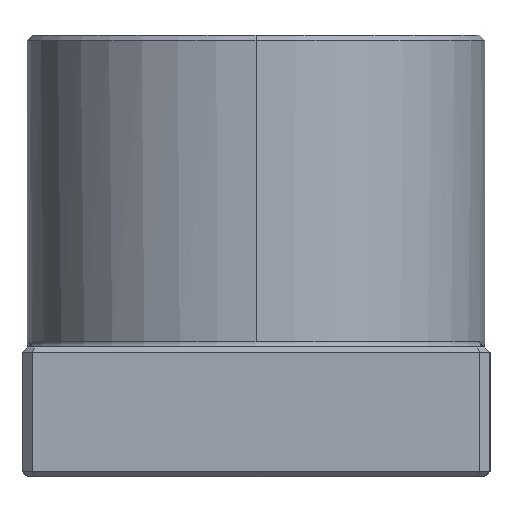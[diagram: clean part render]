
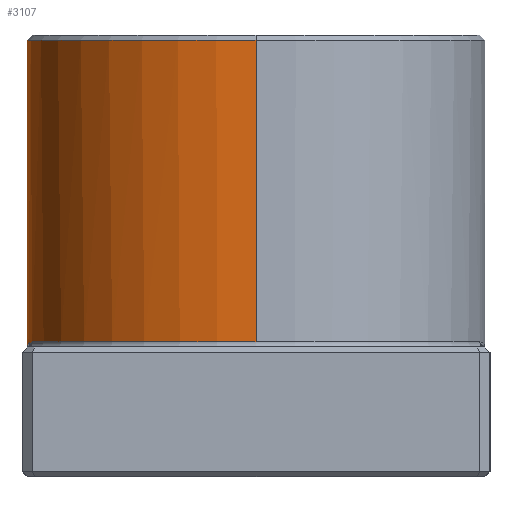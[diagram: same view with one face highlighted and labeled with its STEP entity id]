
A CAD part, left-side view. The second image highlights one B-rep face of the part: STEP entity #3107.
In plain terms, the highlighted cylindrical face has radius 44 mm (diameter 88 mm), a partial arc.
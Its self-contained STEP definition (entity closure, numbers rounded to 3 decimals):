
#10 = DIRECTION ( 'NONE',  ( 0., 0., -1. ) ) ;
#91 = CIRCLE ( 'NONE', #1395, 44. ) ;
#104 = CARTESIAN_POINT ( 'NONE',  ( -1.542, 43.975, 25.234 ) ) ;
#112 = CARTESIAN_POINT ( 'NONE',  ( 7.692, 43.329, 25.96 ) ) ;
#176 = VERTEX_POINT ( 'NONE', #442 ) ;
#186 = EDGE_CURVE ( 'NONE', #207, #2072, #508, .T. ) ;
#207 = VERTEX_POINT ( 'NONE', #2870 ) ;
#218 = ORIENTED_EDGE ( 'NONE', *, *, #865, .T. ) ;
#288 = DIRECTION ( 'NONE',  ( 0., 0., -1. ) ) ;
#388 = DIRECTION ( 'NONE',  ( 0., 0., -1. ) ) ;
#421 = CARTESIAN_POINT ( 'NONE',  ( -3.081, 43.899, 25.459 ) ) ;
#432 = CARTESIAN_POINT ( 'NONE',  ( 6.154, 43.575, 25.837 ) ) ;
#442 = CARTESIAN_POINT ( 'NONE',  ( 44., 0., 84. ) ) ;
#480 = ORIENTED_EDGE ( 'NONE', *, *, #186, .T. ) ;
#508 = CIRCLE ( 'NONE', #1997, 44. ) ;
#565 = AXIS2_PLACEMENT_3D ( 'NONE', #3157, #1465, #3453 ) ;
#595 = EDGE_CURVE ( 'NONE', #3355, #1505, #1273, .T. ) ;
#720 = CARTESIAN_POINT ( 'NONE',  ( -5.386, 43.676, 25.754 ) ) ;
#729 = CARTESIAN_POINT ( 'NONE',  ( 3.081, 43.919, 25.471 ) ) ;
#865 = EDGE_CURVE ( 'NONE', #2072, #2664, #2898, .T. ) ;
#876 = ORIENTED_EDGE ( 'NONE', *, *, #3536, .T. ) ;
#942 = CIRCLE ( 'NONE', #565, 44. ) ;
#1012 = CARTESIAN_POINT ( 'NONE',  ( -7.692, 43.329, 25.96 ) ) ;
#1028 = CARTESIAN_POINT ( 'NONE',  ( 0., 44., 25. ) ) ;
#1082 = VERTEX_POINT ( 'NONE', #1118 ) ;
#1118 = CARTESIAN_POINT ( 'NONE',  ( -9.224, 43.022, 26. ) ) ;
#1148 = CARTESIAN_POINT ( 'NONE',  ( -44., 0., 26. ) ) ;
#1273 = LINE ( 'NONE', #1768, #3445 ) ;
#1288 = ORIENTED_EDGE ( 'NONE', *, *, #3331, .T. ) ;
#1297 = CARTESIAN_POINT ( 'NONE',  ( 0., 44., 25. ) ) ;
#1303 = CARTESIAN_POINT ( 'NONE',  ( -9.224, 43.022, 26. ) ) ;
#1328 = ORIENTED_EDGE ( 'NONE', *, *, #1881, .T. ) ;
#1343 = ORIENTED_EDGE ( 'NONE', *, *, #2702, .T. ) ;
#1381 = VECTOR ( 'NONE', #388, 1000. ) ;
#1393 = DIRECTION ( 'NONE',  ( 0., 0., -1. ) ) ;
#1395 = AXIS2_PLACEMENT_3D ( 'NONE', #2020, #288, #2314 ) ;
#1445 = CARTESIAN_POINT ( 'NONE',  ( 0., 0., 26. ) ) ;
#1465 = DIRECTION ( 'NONE',  ( 0., 0., 1. ) ) ;
#1505 = VERTEX_POINT ( 'NONE', #1148 ) ;
#1569 = CARTESIAN_POINT ( 'NONE',  ( -0.385, 44., 25.059 ) ) ;
#1669 = DIRECTION ( 'NONE',  ( -1., 0., 0. ) ) ;
#1727 = DIRECTION ( 'NONE',  ( 1., 0., 0. ) ) ;
#1768 = CARTESIAN_POINT ( 'NONE',  ( -44., 0., 85. ) ) ;
#1850 = CARTESIAN_POINT ( 'NONE',  ( -0.771, 43.995, 25.118 ) ) ;
#1881 = EDGE_CURVE ( 'NONE', #176, #207, #2128, .T. ) ;
#1991 = B_SPLINE_CURVE_WITH_KNOTS ( 'NONE', 3,
 ( #1297, #1569, #1850, #104, #2144, #421, #2427, #720, #2720, #1012, #2998, #1303 ),
 .UNSPECIFIED., .F., .F.,
 ( 4, 2, 2, 2, 2, 4 ),
 ( 0., 0.001, 0.002, 0.005, 0.007, 0.009 ),
 .UNSPECIFIED. ) ;
#1997 = AXIS2_PLACEMENT_3D ( 'NONE', #1445, #3437, #1727 ) ;
#2020 = CARTESIAN_POINT ( 'NONE',  ( 0., 0., 84. ) ) ;
#2072 = VERTEX_POINT ( 'NONE', #3641 ) ;
#2113 = CARTESIAN_POINT ( 'NONE',  ( 44., 0., 85. ) ) ;
#2128 = LINE ( 'NONE', #2113, #1381 ) ;
#2144 = CARTESIAN_POINT ( 'NONE',  ( -1.927, 43.959, 25.291 ) ) ;
#2154 = CARTESIAN_POINT ( 'NONE',  ( 8.46, 43.186, 26. ) ) ;
#2278 = FACE_OUTER_BOUND ( 'NONE', #3646, .T. ) ;
#2314 = DIRECTION ( 'NONE',  ( 1., 0., 0. ) ) ;
#2345 = CARTESIAN_POINT ( 'NONE',  ( 0., 44., 25. ) ) ;
#2427 = CARTESIAN_POINT ( 'NONE',  ( -3.849, 43.838, 25.565 ) ) ;
#2436 = CARTESIAN_POINT ( 'NONE',  ( 5.386, 43.676, 25.754 ) ) ;
#2664 = VERTEX_POINT ( 'NONE', #2345 ) ;
#2702 = EDGE_CURVE ( 'NONE', #1082, #1505, #942, .T. ) ;
#2720 = CARTESIAN_POINT ( 'NONE',  ( -6.154, 43.575, 25.837 ) ) ;
#2728 = CARTESIAN_POINT ( 'NONE',  ( 1.545, 44., 25.236 ) ) ;
#2870 = CARTESIAN_POINT ( 'NONE',  ( 44., 0., 26. ) ) ;
#2898 = B_SPLINE_CURVE_WITH_KNOTS ( 'NONE', 3,
 ( #2994, #2154, #112, #432, #2436, #729, #2728, #1028 ),
 .UNSPECIFIED., .F., .F.,
 ( 4, 2, 2, 4 ),
 ( 0., 0.002, 0.005, 0.009 ),
 .UNSPECIFIED. ) ;
#2994 = CARTESIAN_POINT ( 'NONE',  ( 9.224, 43.022, 26. ) ) ;
#2998 = CARTESIAN_POINT ( 'NONE',  ( -8.46, 43.186, 26. ) ) ;
#3085 = CARTESIAN_POINT ( 'NONE',  ( 0., 0., 85. ) ) ;
#3107 = ADVANCED_FACE ( 'NONE', ( #2278 ), #3708, .T. ) ;
#3157 = CARTESIAN_POINT ( 'NONE',  ( 0., 0., 26. ) ) ;
#3165 = AXIS2_PLACEMENT_3D ( 'NONE', #3085, #1393, #1669 ) ;
#3193 = ORIENTED_EDGE ( 'NONE', *, *, #595, .F. ) ;
#3331 = EDGE_CURVE ( 'NONE', #3355, #176, #91, .T. ) ;
#3355 = VERTEX_POINT ( 'NONE', #3466 ) ;
#3437 = DIRECTION ( 'NONE',  ( 0., 0., 1. ) ) ;
#3445 = VECTOR ( 'NONE', #10, 1000. ) ;
#3453 = DIRECTION ( 'NONE',  ( 1., 0., 0. ) ) ;
#3466 = CARTESIAN_POINT ( 'NONE',  ( -44., 0., 84. ) ) ;
#3536 = EDGE_CURVE ( 'NONE', #2664, #1082, #1991, .T. ) ;
#3641 = CARTESIAN_POINT ( 'NONE',  ( 9.224, 43.022, 26. ) ) ;
#3646 = EDGE_LOOP ( 'NONE', ( #1288, #1328, #480, #218, #876, #1343, #3193 ) ) ;
#3708 = CYLINDRICAL_SURFACE ( 'NONE', #3165, 44. ) ;
